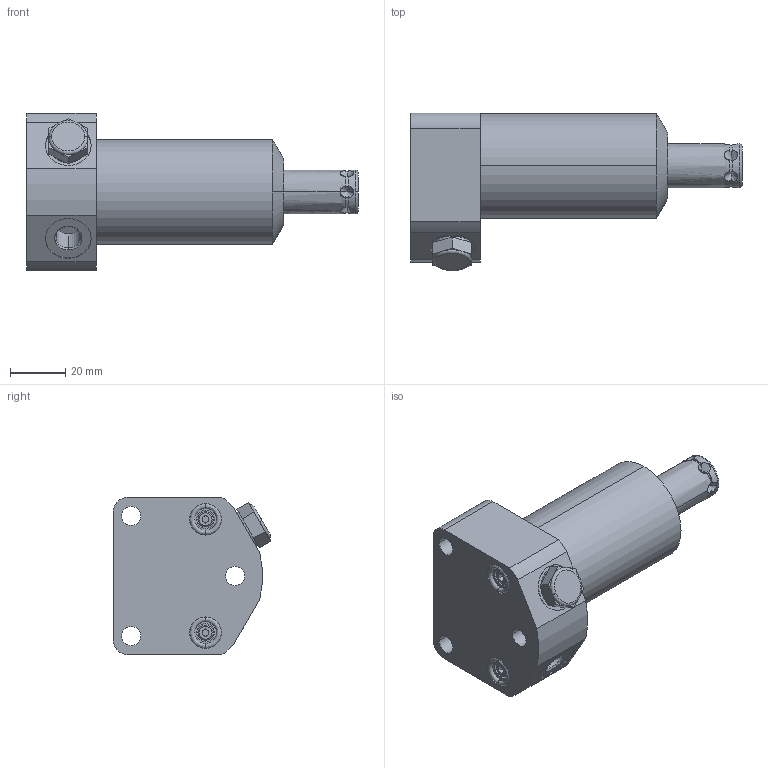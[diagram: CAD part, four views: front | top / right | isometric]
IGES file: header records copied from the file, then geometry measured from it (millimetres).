
Start section:  PTC IGES file: ilcm41420511.igs
Global section: file name: ilcm41420511.igs; native system: Creo Parametric by Parametric Technology Corporation; preprocessor: 2013320; author: ngp; organization: Unknown; date: 20180716.131931; units: millimetre
Bounding box: 119.88 x 56.88 x 57 mm (x, y, z)
Surface area: 23628 mm2 (no closed solid volume)
Topology: 0 solids, 0 shells, 161 faces, 1092 edges, 1352 vertices
Faces by surface type: revolution 89, bspline 72
